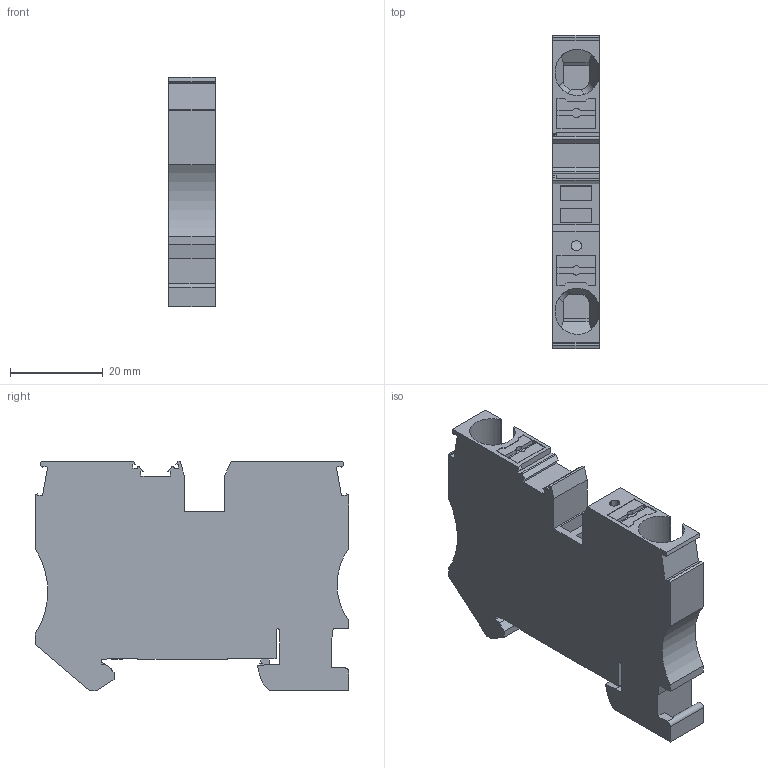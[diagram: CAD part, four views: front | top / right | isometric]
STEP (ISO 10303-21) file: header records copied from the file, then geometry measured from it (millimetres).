
FILE_DESCRIPTION(('Creo Elements/Direct Modeling STEP Export'),'2;1');
FILE_NAME('model.stp','2017-10-25T 9:56:09',(''),(''),'Creo Elements/Direct Modeling STEP processor for AP214 (Solid Model)','Creo Elements/Direct Modeling 18.1I 14-Aug-2016 (C) Parametric Technology GmbH','');
FILE_SCHEMA(('AUTOMOTIVE_DESIGN { 1 0 10303 214 1 1 1 1 }'));
Length unit declared in the file: millimetre
Products named in the file (2): PT_10_PE-select
Assembly tree (1 placements, depth 2):
  PT_10_PE-select
    PT_10_PE-select
Bounding box: 10.15 x 67.7 x 49.55 mm (x, y, z)
Volume: 24566.3 mm3; surface area: 11088.6 mm2
Topology: 1 solids, 1 shells, 198 faces, 565 edges, 374 vertices
Faces by surface type: plane 168, cylinder 30
Entity records: 8980 total; most frequent: CARTESIAN_POINT 2186, ORIENTED_EDGE 1130, DIRECTION 990, EDGE_CURVE 565, VECTOR 490, LINE 490, VERTEX_POINT 374, AXIS2_PLACEMENT_3D 250
